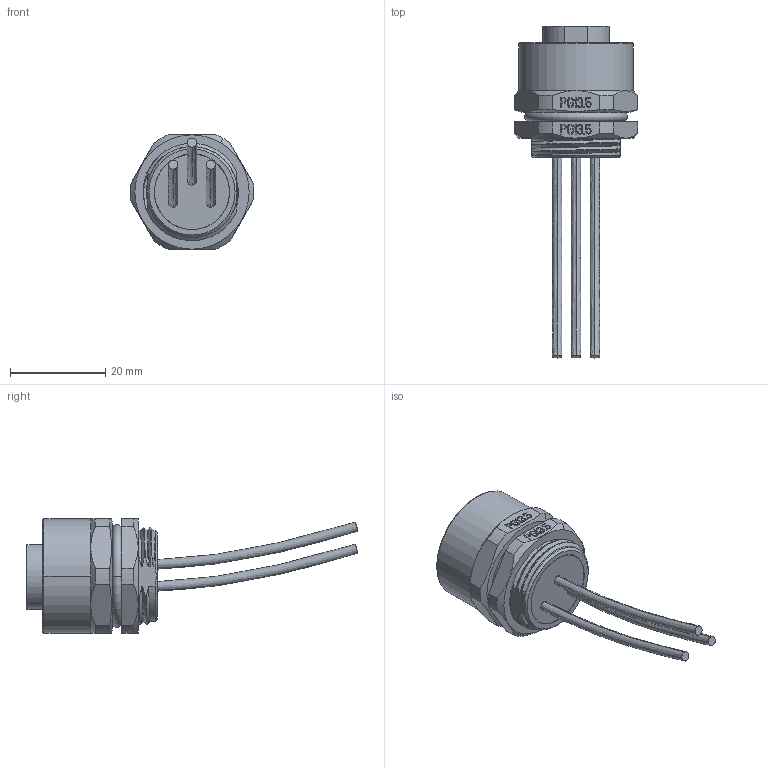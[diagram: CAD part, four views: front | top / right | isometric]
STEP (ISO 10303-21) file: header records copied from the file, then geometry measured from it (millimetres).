
FILE_DESCRIPTION((''),'2;1');
FILE_NAME('7_8-F03-BK-PG13_5-W0__SW0001','2020-12-17T',('tc.chen'),(''),'PRO/ENGINEER BY PARAMETRIC TECHNOLOGY CORPORATION, 2012480','PRO/ENGINEER BY PARAMETRIC TECHNOLOGY CORPORATION, 2012480','');
FILE_SCHEMA(('AUTOMOTIVE_DESIGN { 1 0 10303 214 1 1 1 1 }'));
Length unit declared in the file: millimetre
Products named in the file (1): 7_8-F03-BK-PG13_5-W0__SW0001
Bounding box: 25.98 x 69.57 x 24.02 mm (x, y, z)
Volume: 9890.2 mm3; surface area: 6096.8 mm2
Topology: 1 solids, 1 shells, 604 faces, 1730 edges, 1149 vertices
Faces by surface type: plane 423, bspline 55, cylinder 54, cone 40, torus 20, revolution 12
Entity records: 25059 total; most frequent: CARTESIAN_POINT 9677, ORIENTED_EDGE 3460, DIRECTION 2696, EDGE_CURVE 1730, VECTOR 1202, LINE 1202, VERTEX_POINT 1149, AXIS2_PLACEMENT_3D 741
